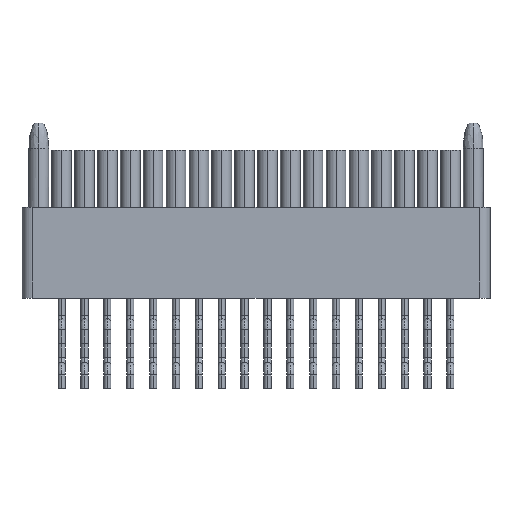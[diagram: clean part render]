
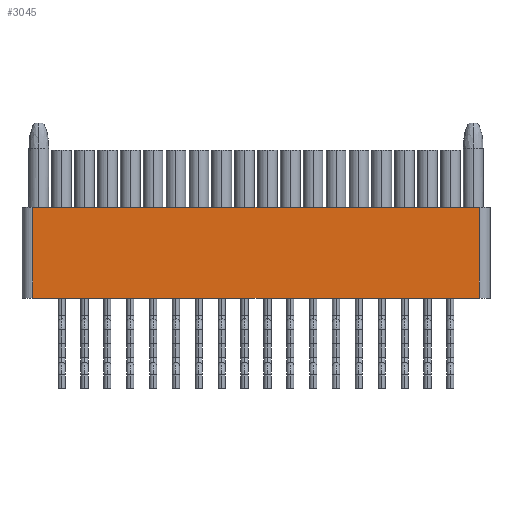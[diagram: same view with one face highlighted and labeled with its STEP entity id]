
A CAD part, top view. The second image highlights one B-rep face of the part: STEP entity #3045.
In plain terms, the highlighted planar face has unit normal (0, 0, 1).
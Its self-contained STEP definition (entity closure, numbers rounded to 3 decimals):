
#489 = VECTOR ( 'NONE', #15092, 1000. ) ;
#942 = CARTESIAN_POINT ( 'NONE',  ( -6.55, 1.27, 1.78 ) ) ;
#2381 = PLANE ( 'NONE',  #8601 ) ;
#2524 = FACE_OUTER_BOUND ( 'NONE', #24878, .T. ) ;
#2537 = VECTOR ( 'NONE', #7593, 1000. ) ;
#3045 = ADVANCED_FACE ( 'NONE', ( #2524 ), #2381, .F. ) ;
#3342 = CARTESIAN_POINT ( 'NONE',  ( -6.25, -1.27, 1.78 ) ) ;
#3694 = DIRECTION ( 'NONE',  ( 0., 1., 0. ) ) ;
#4833 = VECTOR ( 'NONE', #3694, 1000. ) ;
#5044 = ORIENTED_EDGE ( 'NONE', *, *, #10281, .T. ) ;
#7497 = LINE ( 'NONE', #21120, #27741 ) ;
#7593 = DIRECTION ( 'NONE',  ( 1., 0., 0. ) ) ;
#7695 = VERTEX_POINT ( 'NONE', #24416 ) ;
#8601 = AXIS2_PLACEMENT_3D ( 'NONE', #27119, #24964, #20335 ) ;
#10281 = EDGE_CURVE ( 'NONE', #27091, #7695, #27919, .T. ) ;
#12311 = ORIENTED_EDGE ( 'NONE', *, *, #20604, .F. ) ;
#12632 = CARTESIAN_POINT ( 'NONE',  ( -6.55, -1.27, 1.78 ) ) ;
#13867 = LINE ( 'NONE', #942, #2537 ) ;
#15092 = DIRECTION ( 'NONE',  ( 1., 0., 0. ) ) ;
#15662 = ORIENTED_EDGE ( 'NONE', *, *, #22032, .T. ) ;
#18088 = ORIENTED_EDGE ( 'NONE', *, *, #18242, .T. ) ;
#18242 = EDGE_CURVE ( 'NONE', #7695, #19294, #18939, .T. ) ;
#18783 = DIRECTION ( 'NONE',  ( 0., -1., 0. ) ) ;
#18939 = LINE ( 'NONE', #25315, #4833 ) ;
#19294 = VERTEX_POINT ( 'NONE', #24017 ) ;
#20335 = DIRECTION ( 'NONE',  ( -1., 0., 0. ) ) ;
#20604 = EDGE_CURVE ( 'NONE', #26051, #19294, #13867, .T. ) ;
#21120 = CARTESIAN_POINT ( 'NONE',  ( -6.25, -1.27, 1.78 ) ) ;
#21666 = CARTESIAN_POINT ( 'NONE',  ( -6.25, 1.27, 1.78 ) ) ;
#22032 = EDGE_CURVE ( 'NONE', #26051, #27091, #7497, .T. ) ;
#24017 = CARTESIAN_POINT ( 'NONE',  ( 6.25, 1.27, 1.78 ) ) ;
#24416 = CARTESIAN_POINT ( 'NONE',  ( 6.25, -1.27, 1.78 ) ) ;
#24878 = EDGE_LOOP ( 'NONE', ( #5044, #18088, #12311, #15662 ) ) ;
#24964 = DIRECTION ( 'NONE',  ( 0., 0., -1. ) ) ;
#25315 = CARTESIAN_POINT ( 'NONE',  ( 6.25, 0., 1.78 ) ) ;
#26051 = VERTEX_POINT ( 'NONE', #21666 ) ;
#27091 = VERTEX_POINT ( 'NONE', #3342 ) ;
#27119 = CARTESIAN_POINT ( 'NONE',  ( 0., 0., 1.78 ) ) ;
#27741 = VECTOR ( 'NONE', #18783, 1000. ) ;
#27919 = LINE ( 'NONE', #12632, #489 ) ;
